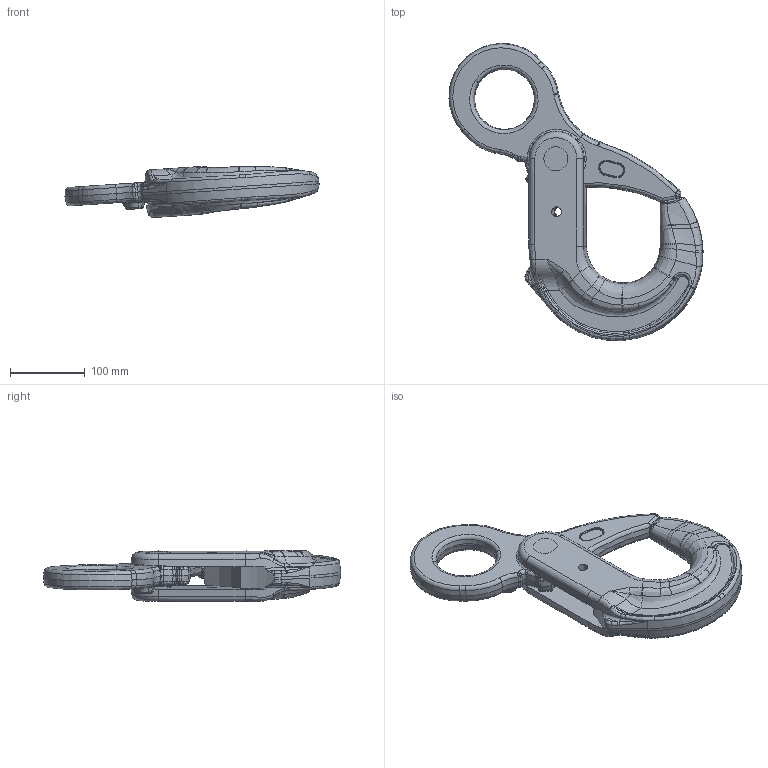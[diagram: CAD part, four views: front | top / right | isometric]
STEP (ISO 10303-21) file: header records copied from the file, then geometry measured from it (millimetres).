
FILE_DESCRIPTION(('CATIA V5 STEP Exchange'),'2;1');
FILE_NAME('X-025-26.stp','2019-06-21T02:51:51+00:00',('none'),('none'),'CATIA Version 5 Release 21 GA (IN-10)','CATIA V5 STEP AP203','none');
FILE_SCHEMA(('CONFIG_CONTROL_DESIGN'));
Products named in the file (1): 26
Assembly tree (3 placements, depth 2):
  26
    #58
    #35586
    #47665
Bounding box: 340.45 x 398.21 x 68.31 mm (x, y, z)
Volume: 1894917.8 mm3; surface area: 205268.8 mm2
Topology: 3 solids, 3 shells, 523 faces, 1239 edges, 712 vertices
Faces by surface type: bspline 290, cylinder 64, torus 56, cone 56, plane 52, extrusion 3, revolution 2
Entity records: 47752 total; most frequent: CARTESIAN_POINT 38409, ORIENTED_EDGE 2450, EDGE_CURVE 1225, DIRECTION 869, B_SPLINE_CURVE_WITH_KNOTS 802, VERTEX_POINT 709, EDGE_LOOP 536, ADVANCED_FACE 523
